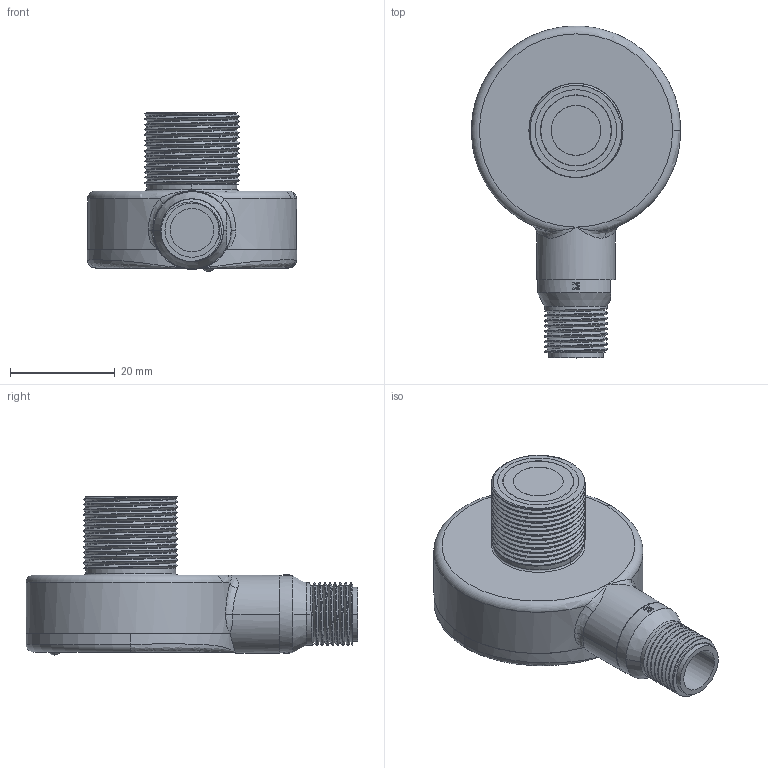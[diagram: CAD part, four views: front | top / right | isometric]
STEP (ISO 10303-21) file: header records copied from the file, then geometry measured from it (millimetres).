
FILE_DESCRIPTION((''),'2;1');
FILE_NAME('214676_ASM','2019-10-14T12:07:59',('pdmadmin'),('BANNER ENGINEERING'),'CREO PARAMETRIC BY PTC INC, 2018300','CREO PARAMETRIC BY PTC INC, 2018300','');
FILE_SCHEMA(('CONFIG_CONTROL_DESIGN'));
Length unit declared in the file: inch
Products named in the file (13): 32695_AF0; 38268; 38267_AF0; 32819_AF0; 28557_AF0; 123461_AF0; 08427_AF0; 50956_WIRE_AF0; 50956_WIRE_AF1; 50956_WIRE_AF2; 50956_WIRE_AF3; 50956_AF0_ASM; 214676_ASM
Assembly tree (12 placements, depth 3):
  214676_ASM
    32695_AF0
    38268
    38267_AF0
    32819_AF0
    28557_AF0
    50956_AF0_ASM
      123461_AF0
      08427_AF0
      50956_WIRE_AF0
      50956_WIRE_AF1
      50956_WIRE_AF2
      50956_WIRE_AF3
Bounding box: 40.01 x 63.47 x 30.35 mm (x, y, z)
Volume: 10034.1 mm3; surface area: 16247.8 mm2
Topology: 11 solids, 11 shells, 296 faces, 694 edges, 442 vertices
Faces by surface type: cylinder 145, plane 90, bspline 30, cone 16, torus 13, sphere 2
Entity records: 15091 total; most frequent: CARTESIAN_POINT 8193, ORIENTED_EDGE 1380, DIRECTION 1368, EDGE_CURVE 690, AXIS2_PLACEMENT_3D 548, VERTEX_POINT 442, EDGE_LOOP 334, FACE_OUTER_BOUND 296
